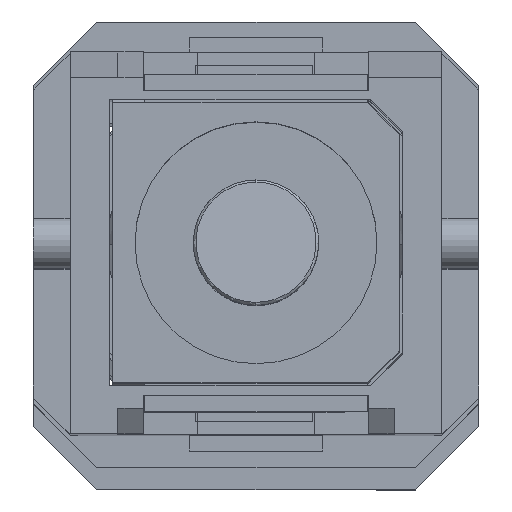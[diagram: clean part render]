
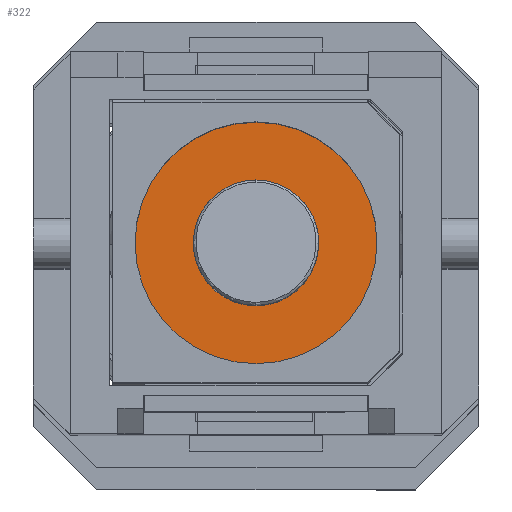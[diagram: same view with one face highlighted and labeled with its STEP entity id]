
A CAD part, top view. The second image highlights one B-rep face of the part: STEP entity #322.
In plain terms, the highlighted face is planar.
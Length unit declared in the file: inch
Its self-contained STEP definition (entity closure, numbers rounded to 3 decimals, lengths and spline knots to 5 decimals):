
#322 = ADVANCED_FACE ( 'NONE', ( #7565, #7765 ), #15649, .F. ) ;
#1339 = CARTESIAN_POINT ( 'NONE',  ( 0., 0.121, 0.04925 ) ) ;
#2022 = VERTEX_POINT ( 'NONE', #4468 ) ;
#2939 = ORIENTED_EDGE ( 'NONE', *, *, #3173, .T. ) ;
#3055 = ORIENTED_EDGE ( 'NONE', *, *, #19231, .F. ) ;
#3173 = EDGE_CURVE ( 'NONE', #14799, #11795, #17383, .T. ) ;
#3820 = CARTESIAN_POINT ( 'NONE',  ( 0., 0.121, 0.095 ) ) ;
#4468 = CARTESIAN_POINT ( 'NONE',  ( 0., 0.121, -0.04925 ) ) ;
#6381 = AXIS2_PLACEMENT_3D ( 'NONE', #13817, #12079, #18718 ) ;
#7036 = CARTESIAN_POINT ( 'NONE',  ( 0., 0.121, 0. ) ) ;
#7461 = DIRECTION ( 'NONE',  ( 0., -1., 0. ) ) ;
#7565 = FACE_OUTER_BOUND ( 'NONE', #13493, .T. ) ;
#7765 = FACE_BOUND ( 'NONE', #13595, .T. ) ;
#8023 = DIRECTION ( 'NONE',  ( 0., 1., 0. ) ) ;
#8557 = EDGE_CURVE ( 'NONE', #9871, #2022, #9628, .T. ) ;
#9628 = CIRCLE ( 'NONE', #6381, 0.04925 ) ;
#9871 = VERTEX_POINT ( 'NONE', #1339 ) ;
#10520 = AXIS2_PLACEMENT_3D ( 'NONE', #19050, #8023, #14554 ) ;
#10775 = AXIS2_PLACEMENT_3D ( 'NONE', #12480, #7461, #13810 ) ;
#11309 = CARTESIAN_POINT ( 'NONE',  ( 0., 0.121, 0. ) ) ;
#11535 = DIRECTION ( 'NONE',  ( 0., 1., 0. ) ) ;
#11795 = VERTEX_POINT ( 'NONE', #3820 ) ;
#11945 = DIRECTION ( 'NONE',  ( 0., 0., -1. ) ) ;
#12079 = DIRECTION ( 'NONE',  ( 0., 1., 0. ) ) ;
#12480 = CARTESIAN_POINT ( 'NONE',  ( -0.11, 0.121, 0.0875 ) ) ;
#12686 = CARTESIAN_POINT ( 'NONE',  ( 0., 0.121, -0.095 ) ) ;
#13493 = EDGE_LOOP ( 'NONE', ( #16534, #2939 ) ) ;
#13595 = EDGE_LOOP ( 'NONE', ( #3055, #17947 ) ) ;
#13691 = AXIS2_PLACEMENT_3D ( 'NONE', #7036, #11535, #11945 ) ;
#13810 = DIRECTION ( 'NONE',  ( 0., 0., -1. ) ) ;
#13817 = CARTESIAN_POINT ( 'NONE',  ( 0., 0.121, 0. ) ) ;
#14554 = DIRECTION ( 'NONE',  ( 0., 0., -1. ) ) ;
#14637 = AXIS2_PLACEMENT_3D ( 'NONE', #11309, #17164, #15729 ) ;
#14799 = VERTEX_POINT ( 'NONE', #12686 ) ;
#15649 = PLANE ( 'NONE',  #10775 ) ;
#15729 = DIRECTION ( 'NONE',  ( 0., 0., -1. ) ) ;
#16534 = ORIENTED_EDGE ( 'NONE', *, *, #20165, .T. ) ;
#16598 = CIRCLE ( 'NONE', #14637, 0.04925 ) ;
#16953 = CIRCLE ( 'NONE', #13691, 0.095 ) ;
#17164 = DIRECTION ( 'NONE',  ( 0., 1., 0. ) ) ;
#17383 = CIRCLE ( 'NONE', #10520, 0.095 ) ;
#17947 = ORIENTED_EDGE ( 'NONE', *, *, #8557, .F. ) ;
#18718 = DIRECTION ( 'NONE',  ( 0., 0., -1. ) ) ;
#19050 = CARTESIAN_POINT ( 'NONE',  ( 0., 0.121, 0. ) ) ;
#19231 = EDGE_CURVE ( 'NONE', #2022, #9871, #16598, .T. ) ;
#20165 = EDGE_CURVE ( 'NONE', #11795, #14799, #16953, .T. ) ;
